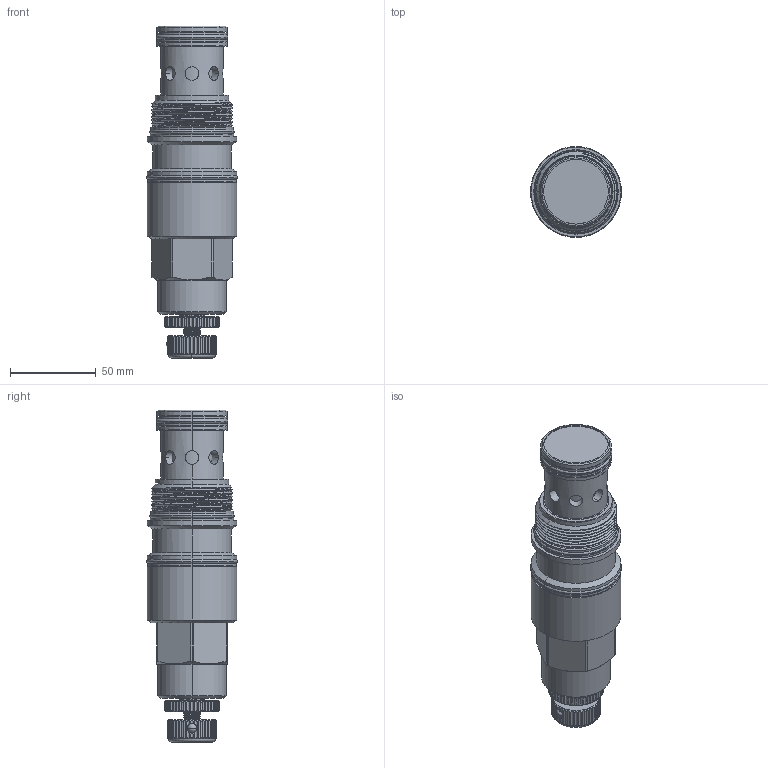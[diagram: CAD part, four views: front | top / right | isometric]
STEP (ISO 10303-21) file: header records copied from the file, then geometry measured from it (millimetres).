
FILE_DESCRIPTION (( 'STEP AP203' ), '1' );
FILE_NAME ('PD19A3J-K.STEP', '2021-07-12T00:53:07', ( '' ), ( '' ), 'SwSTEP 2.0', 'SolidWorks 2018', '' );
FILE_SCHEMA (( 'CONFIG_CONTROL_DESIGN' ));
Length unit declared in the file: millimetre
Products named in the file (1): PD19A3J-K
Bounding box: 53.11 x 53.11 x 193.78 mm (x, y, z)
Volume: 276895.8 mm3; surface area: 43309.6 mm2
Topology: 4 solids, 4 shells, 555 faces, 1458 edges, 947 vertices
Faces by surface type: cylinder 351, plane 124, cone 40, torus 24, bspline 14, sphere 2
Entity records: 28618 total; most frequent: CARTESIAN_POINT 15398, ORIENTED_EDGE 2916, DIRECTION 2544, EDGE_CURVE 1458, AXIS2_PLACEMENT_3D 970, VERTEX_POINT 947, VECTOR 604, LINE 604
